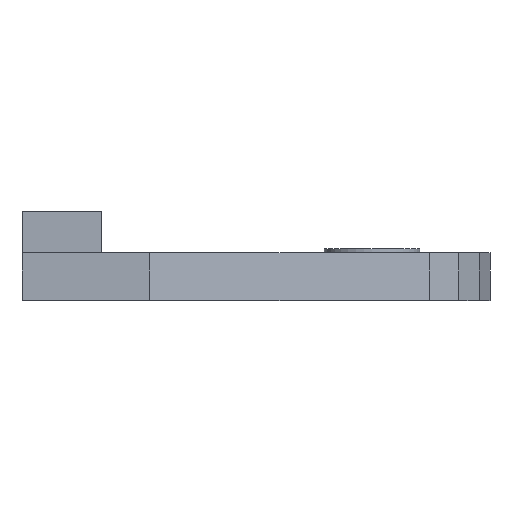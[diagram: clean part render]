
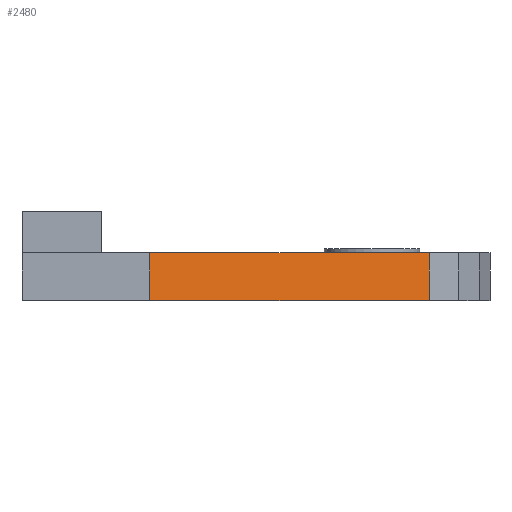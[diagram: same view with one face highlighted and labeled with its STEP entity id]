
A CAD part, left-side view. The second image highlights one B-rep face of the part: STEP entity #2480.
In plain terms, the highlighted planar face has unit normal (-0.849, -0.529, 0).
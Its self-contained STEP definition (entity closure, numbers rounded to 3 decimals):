
#677 = PLANE('',#678);
#678 = AXIS2_PLACEMENT_3D('',#679,#680,#681);
#679 = CARTESIAN_POINT('',(-0.031,43.237,0.));
#680 = DIRECTION('',(-0.,-0.,-1.));
#681 = DIRECTION('',(-1.,0.,0.));
#737 = PLANE('',#738);
#738 = AXIS2_PLACEMENT_3D('',#739,#740,#741);
#739 = CARTESIAN_POINT('',(-0.031,43.237,12.));
#740 = DIRECTION('',(-0.,-0.,-1.));
#741 = DIRECTION('',(-1.,0.,0.));
#817 = PLANE('',#818);
#818 = AXIS2_PLACEMENT_3D('',#819,#820,#821);
#819 = CARTESIAN_POINT('',(-70.,55.659,0.));
#820 = DIRECTION('',(-1.,0.,0.));
#821 = DIRECTION('',(0.,1.,0.));
#1470 = VERTEX_POINT('',#1471);
#1471 = CARTESIAN_POINT('',(-26.388,-14.341,0.));
#1485 = PLANE('',#1486);
#1486 = AXIS2_PLACEMENT_3D('',#1487,#1488,#1489);
#1487 = CARTESIAN_POINT('',(-20.718,-21.717,0.));
#1488 = DIRECTION('',(-0.793,-0.609,0.));
#1489 = DIRECTION('',(-0.609,0.793,0.));
#1497 = EDGE_CURVE('',#1470,#1498,#1500,.T.);
#1498 = VERTEX_POINT('',#1499);
#1499 = CARTESIAN_POINT('',(-70.,55.659,0.));
#1500 = SURFACE_CURVE('',#1501,(#1505,#1512),.PCURVE_S1.);
#1501 = LINE('',#1502,#1503);
#1502 = CARTESIAN_POINT('',(-26.388,-14.341,0.));
#1503 = VECTOR('',#1504,1.);
#1504 = DIRECTION('',(-0.529,0.849,0.));
#1505 = PCURVE('',#677,#1506);
#1506 = DEFINITIONAL_REPRESENTATION('',(#1507),#1511);
#1507 = LINE('',#1508,#1509);
#1508 = CARTESIAN_POINT('',(26.357,-57.578));
#1509 = VECTOR('',#1510,1.);
#1510 = DIRECTION('',(0.529,0.849));
#1511 = ( GEOMETRIC_REPRESENTATION_CONTEXT(2) 
PARAMETRIC_REPRESENTATION_CONTEXT() REPRESENTATION_CONTEXT('2D SPACE',''
  ) );
#1512 = PCURVE('',#1513,#1518);
#1513 = PLANE('',#1514);
#1514 = AXIS2_PLACEMENT_3D('',#1515,#1516,#1517);
#1515 = CARTESIAN_POINT('',(-26.388,-14.341,0.));
#1516 = DIRECTION('',(-0.849,-0.529,0.));
#1517 = DIRECTION('',(-0.529,0.849,0.));
#1518 = DEFINITIONAL_REPRESENTATION('',(#1519),#1523);
#1519 = LINE('',#1520,#1521);
#1520 = CARTESIAN_POINT('',(0.,0.));
#1521 = VECTOR('',#1522,1.);
#1522 = DIRECTION('',(1.,0.));
#1523 = ( GEOMETRIC_REPRESENTATION_CONTEXT(2) 
PARAMETRIC_REPRESENTATION_CONTEXT() REPRESENTATION_CONTEXT('2D SPACE',''
  ) );
#1908 = VERTEX_POINT('',#1909);
#1909 = CARTESIAN_POINT('',(-26.388,-14.341,12.));
#1930 = EDGE_CURVE('',#1908,#1931,#1933,.T.);
#1931 = VERTEX_POINT('',#1932);
#1932 = CARTESIAN_POINT('',(-70.,55.659,12.));
#1933 = SURFACE_CURVE('',#1934,(#1938,#1945),.PCURVE_S1.);
#1934 = LINE('',#1935,#1936);
#1935 = CARTESIAN_POINT('',(-26.388,-14.341,12.));
#1936 = VECTOR('',#1937,1.);
#1937 = DIRECTION('',(-0.529,0.849,0.));
#1938 = PCURVE('',#737,#1939);
#1939 = DEFINITIONAL_REPRESENTATION('',(#1940),#1944);
#1940 = LINE('',#1941,#1942);
#1941 = CARTESIAN_POINT('',(26.357,-57.578));
#1942 = VECTOR('',#1943,1.);
#1943 = DIRECTION('',(0.529,0.849));
#1944 = ( GEOMETRIC_REPRESENTATION_CONTEXT(2) 
PARAMETRIC_REPRESENTATION_CONTEXT() REPRESENTATION_CONTEXT('2D SPACE',''
  ) );
#1945 = PCURVE('',#1513,#1946);
#1946 = DEFINITIONAL_REPRESENTATION('',(#1947),#1951);
#1947 = LINE('',#1948,#1949);
#1948 = CARTESIAN_POINT('',(0.,-12.));
#1949 = VECTOR('',#1950,1.);
#1950 = DIRECTION('',(1.,0.));
#1951 = ( GEOMETRIC_REPRESENTATION_CONTEXT(2) 
PARAMETRIC_REPRESENTATION_CONTEXT() REPRESENTATION_CONTEXT('2D SPACE',''
  ) );
#2429 = EDGE_CURVE('',#1498,#1931,#2430,.T.);
#2430 = SURFACE_CURVE('',#2431,(#2435,#2442),.PCURVE_S1.);
#2431 = LINE('',#2432,#2433);
#2432 = CARTESIAN_POINT('',(-70.,55.659,0.));
#2433 = VECTOR('',#2434,1.);
#2434 = DIRECTION('',(0.,0.,1.));
#2435 = PCURVE('',#817,#2436);
#2436 = DEFINITIONAL_REPRESENTATION('',(#2437),#2441);
#2437 = LINE('',#2438,#2439);
#2438 = CARTESIAN_POINT('',(0.,0.));
#2439 = VECTOR('',#2440,1.);
#2440 = DIRECTION('',(0.,-1.));
#2441 = ( GEOMETRIC_REPRESENTATION_CONTEXT(2) 
PARAMETRIC_REPRESENTATION_CONTEXT() REPRESENTATION_CONTEXT('2D SPACE',''
  ) );
#2442 = PCURVE('',#1513,#2443);
#2443 = DEFINITIONAL_REPRESENTATION('',(#2444),#2448);
#2444 = LINE('',#2445,#2446);
#2445 = CARTESIAN_POINT('',(82.474,0.));
#2446 = VECTOR('',#2447,1.);
#2447 = DIRECTION('',(0.,-1.));
#2448 = ( GEOMETRIC_REPRESENTATION_CONTEXT(2) 
PARAMETRIC_REPRESENTATION_CONTEXT() REPRESENTATION_CONTEXT('2D SPACE',''
  ) );
#2480 = ADVANCED_FACE('',(#2481),#1513,.T.);
#2481 = FACE_BOUND('',#2482,.T.);
#2482 = EDGE_LOOP('',(#2483,#2504,#2505,#2506));
#2483 = ORIENTED_EDGE('',*,*,#2484,.T.);
#2484 = EDGE_CURVE('',#1470,#1908,#2485,.T.);
#2485 = SURFACE_CURVE('',#2486,(#2490,#2497),.PCURVE_S1.);
#2486 = LINE('',#2487,#2488);
#2487 = CARTESIAN_POINT('',(-26.388,-14.341,0.));
#2488 = VECTOR('',#2489,1.);
#2489 = DIRECTION('',(0.,0.,1.));
#2490 = PCURVE('',#1513,#2491);
#2491 = DEFINITIONAL_REPRESENTATION('',(#2492),#2496);
#2492 = LINE('',#2493,#2494);
#2493 = CARTESIAN_POINT('',(0.,0.));
#2494 = VECTOR('',#2495,1.);
#2495 = DIRECTION('',(0.,-1.));
#2496 = ( GEOMETRIC_REPRESENTATION_CONTEXT(2) 
PARAMETRIC_REPRESENTATION_CONTEXT() REPRESENTATION_CONTEXT('2D SPACE',''
  ) );
#2497 = PCURVE('',#1485,#2498);
#2498 = DEFINITIONAL_REPRESENTATION('',(#2499),#2503);
#2499 = LINE('',#2500,#2501);
#2500 = CARTESIAN_POINT('',(9.304,0.));
#2501 = VECTOR('',#2502,1.);
#2502 = DIRECTION('',(0.,-1.));
#2503 = ( GEOMETRIC_REPRESENTATION_CONTEXT(2) 
PARAMETRIC_REPRESENTATION_CONTEXT() REPRESENTATION_CONTEXT('2D SPACE',''
  ) );
#2504 = ORIENTED_EDGE('',*,*,#1930,.T.);
#2505 = ORIENTED_EDGE('',*,*,#2429,.F.);
#2506 = ORIENTED_EDGE('',*,*,#1497,.F.);
